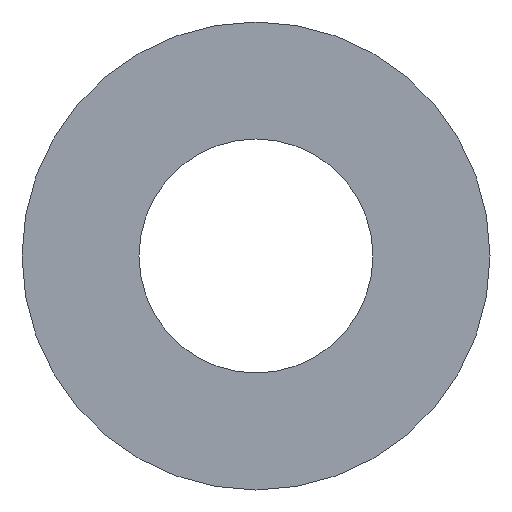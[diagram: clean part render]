
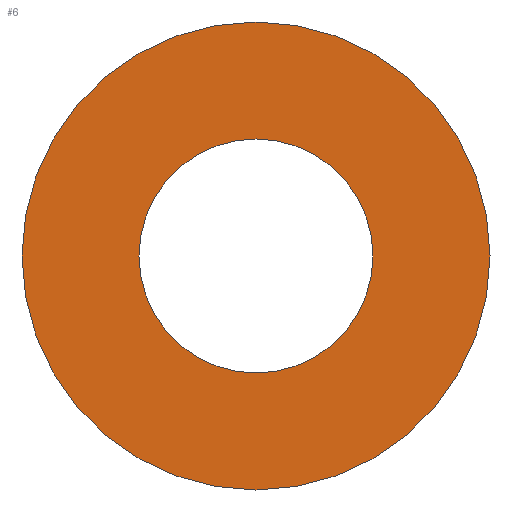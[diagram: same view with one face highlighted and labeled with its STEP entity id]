
A CAD part, left-side view. The second image highlights one B-rep face of the part: STEP entity #6.
In plain terms, the highlighted planar face has unit normal (-1, 0, 0).
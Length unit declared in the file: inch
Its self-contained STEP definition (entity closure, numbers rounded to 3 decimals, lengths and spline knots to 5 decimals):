
#6 = ADVANCED_FACE ( 'NONE', ( #53, #60 ), #128, .F. ) ;
#13 = ORIENTED_EDGE ( 'NONE', *, *, #237, .T. ) ;
#18 = CIRCLE ( 'NONE', #247, 0.1015 ) ;
#25 = CIRCLE ( 'NONE', #219, 0.1015 ) ;
#32 = ORIENTED_EDGE ( 'NONE', *, *, #217, .T. ) ;
#33 = ORIENTED_EDGE ( 'NONE', *, *, #227, .F. ) ;
#43 = EDGE_LOOP ( 'NONE', ( #57, #33 ) ) ;
#53 = FACE_OUTER_BOUND ( 'NONE', #43, .T. ) ;
#57 = ORIENTED_EDGE ( 'NONE', *, *, #223, .F. ) ;
#58 = EDGE_LOOP ( 'NONE', ( #32, #13 ) ) ;
#60 = FACE_BOUND ( 'NONE', #58, .T. ) ;
#88 = CIRCLE ( 'NONE', #250, 0.203 ) ;
#90 = CIRCLE ( 'NONE', #242, 0.203 ) ;
#107 = DIRECTION ( 'NONE',  ( 0., 0., -1. ) ) ;
#109 = DIRECTION ( 'NONE',  ( 1., 0., 0. ) ) ;
#115 = DIRECTION ( 'NONE',  ( 0., 0., -1. ) ) ;
#128 = PLANE ( 'NONE',  #233 ) ;
#133 = DIRECTION ( 'NONE',  ( 0., 0., -1. ) ) ;
#134 = CARTESIAN_POINT ( 'NONE',  ( 0., 0., 0. ) ) ;
#135 = CARTESIAN_POINT ( 'NONE',  ( 0., 0., 0. ) ) ;
#139 = DIRECTION ( 'NONE',  ( 0., 0., -1. ) ) ;
#144 = DIRECTION ( 'NONE',  ( 1., 0., 0. ) ) ;
#147 = DIRECTION ( 'NONE',  ( 1., 0., 0. ) ) ;
#148 = DIRECTION ( 'NONE',  ( 1., 0., 0. ) ) ;
#149 = CARTESIAN_POINT ( 'NONE',  ( 0., 0., 0. ) ) ;
#151 = DIRECTION ( 'NONE',  ( 0., 0., -1. ) ) ;
#154 = CARTESIAN_POINT ( 'NONE',  ( 0., 0., 0. ) ) ;
#160 = DIRECTION ( 'NONE',  ( 1., 0., 0. ) ) ;
#162 = CARTESIAN_POINT ( 'NONE',  ( 0., 0., 0. ) ) ;
#169 = CARTESIAN_POINT ( 'NONE',  ( 0., 0., 0.203 ) ) ;
#170 = CARTESIAN_POINT ( 'NONE',  ( 0., 0., -0.203 ) ) ;
#171 = CARTESIAN_POINT ( 'NONE',  ( 0., 0., 0.1015 ) ) ;
#172 = VERTEX_POINT ( 'NONE', #169 ) ;
#176 = VERTEX_POINT ( 'NONE', #170 ) ;
#178 = VERTEX_POINT ( 'NONE', #184 ) ;
#179 = VERTEX_POINT ( 'NONE', #171 ) ;
#184 = CARTESIAN_POINT ( 'NONE',  ( 0., 0., -0.1015 ) ) ;
#217 = EDGE_CURVE ( 'NONE', #179, #178, #18, .T. ) ;
#219 = AXIS2_PLACEMENT_3D ( 'NONE', #154, #148, #151 ) ;
#223 = EDGE_CURVE ( 'NONE', #172, #176, #88, .T. ) ;
#227 = EDGE_CURVE ( 'NONE', #176, #172, #90, .T. ) ;
#233 = AXIS2_PLACEMENT_3D ( 'NONE', #134, #109, #107 ) ;
#237 = EDGE_CURVE ( 'NONE', #178, #179, #25, .T. ) ;
#242 = AXIS2_PLACEMENT_3D ( 'NONE', #135, #144, #139 ) ;
#247 = AXIS2_PLACEMENT_3D ( 'NONE', #149, #147, #115 ) ;
#250 = AXIS2_PLACEMENT_3D ( 'NONE', #162, #160, #133 ) ;
